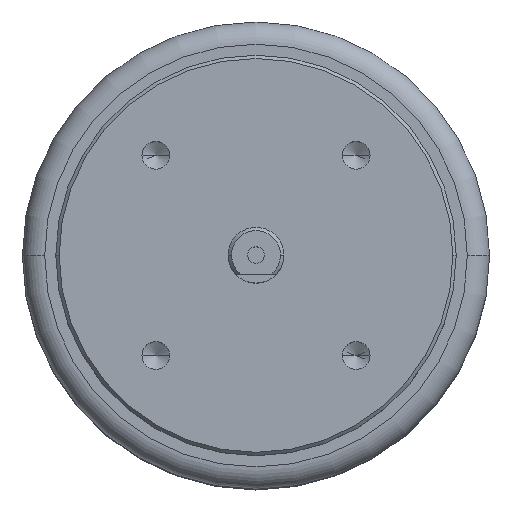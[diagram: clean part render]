
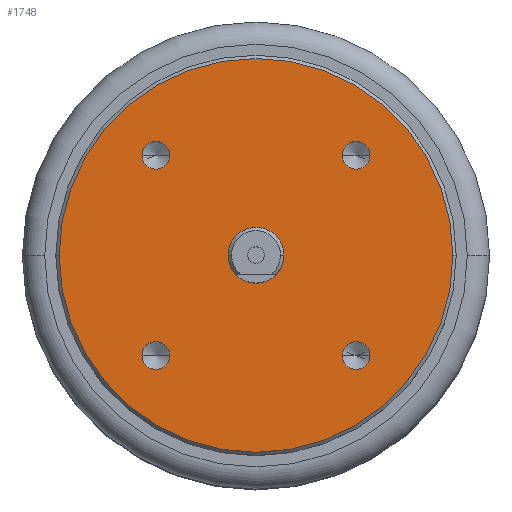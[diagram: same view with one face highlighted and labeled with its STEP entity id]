
A CAD part, top view. The second image highlights one B-rep face of the part: STEP entity #1748.
In plain terms, the highlighted planar face has unit normal (0, 0, 1).
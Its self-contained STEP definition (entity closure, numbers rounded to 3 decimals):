
#7 = DIRECTION ( 'NONE',  ( 1., 0., 0. ) ) ;
#15 = CARTESIAN_POINT ( 'NONE',  ( -9., -9., 0. ) ) ;
#18 = DIRECTION ( 'NONE',  ( 1., 0., 0. ) ) ;
#48 = DIRECTION ( 'NONE',  ( 0., 0., 1. ) ) ;
#69 = EDGE_CURVE ( 'NONE', #856, #583, #734, .T. ) ;
#99 = DIRECTION ( 'NONE',  ( 0., 0., 1. ) ) ;
#134 = EDGE_CURVE ( 'NONE', #957, #1062, #768, .T. ) ;
#140 = CARTESIAN_POINT ( 'NONE',  ( -9., -9., 0. ) ) ;
#152 = CARTESIAN_POINT ( 'NONE',  ( -10.25, 9., 0. ) ) ;
#161 = ORIENTED_EDGE ( 'NONE', *, *, #1551, .T. ) ;
#187 = CARTESIAN_POINT ( 'NONE',  ( 9., 9., 0. ) ) ;
#194 = DIRECTION ( 'NONE',  ( 0., 0., 1. ) ) ;
#198 = EDGE_CURVE ( 'NONE', #1173, #1262, #1399, .T. ) ;
#208 = DIRECTION ( 'NONE',  ( -1., 0., 0. ) ) ;
#255 = VERTEX_POINT ( 'NONE', #1273 ) ;
#257 = VERTEX_POINT ( 'NONE', #1254 ) ;
#262 = CIRCLE ( 'NONE', #1685, 1.25 ) ;
#266 = FACE_BOUND ( 'NONE', #1550, .T. ) ;
#303 = DIRECTION ( 'NONE',  ( 0., 0., 1. ) ) ;
#307 = CARTESIAN_POINT ( 'NONE',  ( -7.75, -9., 0. ) ) ;
#320 = CIRCLE ( 'NONE', #985, 1.25 ) ;
#321 = AXIS2_PLACEMENT_3D ( 'NONE', #411, #1004, #875 ) ;
#334 = CARTESIAN_POINT ( 'NONE',  ( 0., 0., 0. ) ) ;
#339 = DIRECTION ( 'NONE',  ( 0., 0., 1. ) ) ;
#341 = CARTESIAN_POINT ( 'NONE',  ( 0., 0., 0. ) ) ;
#411 = CARTESIAN_POINT ( 'NONE',  ( 0., 0., 0. ) ) ;
#423 = ORIENTED_EDGE ( 'NONE', *, *, #1331, .F. ) ;
#431 = CARTESIAN_POINT ( 'NONE',  ( -2.5, 0., 0. ) ) ;
#440 = FACE_BOUND ( 'NONE', #1498, .T. ) ;
#456 = ORIENTED_EDGE ( 'NONE', *, *, #1511, .F. ) ;
#461 = CARTESIAN_POINT ( 'NONE',  ( -9., 9., 0. ) ) ;
#462 = DIRECTION ( 'NONE',  ( -1., 0., 0. ) ) ;
#481 = CIRCLE ( 'NONE', #1434, 2.5 ) ;
#505 = DIRECTION ( 'NONE',  ( 0., 0., 1. ) ) ;
#508 = AXIS2_PLACEMENT_3D ( 'NONE', #1179, #1025, #1772 ) ;
#511 = DIRECTION ( 'NONE',  ( 0., 0., 1. ) ) ;
#519 = ORIENTED_EDGE ( 'NONE', *, *, #626, .F. ) ;
#535 = CARTESIAN_POINT ( 'NONE',  ( 7.75, 9., 0. ) ) ;
#583 = VERTEX_POINT ( 'NONE', #307 ) ;
#593 = EDGE_CURVE ( 'NONE', #1262, #1173, #891, .T. ) ;
#626 = EDGE_CURVE ( 'NONE', #1448, #1385, #1880, .T. ) ;
#665 = DIRECTION ( 'NONE',  ( 0., 0., 1. ) ) ;
#670 = CIRCLE ( 'NONE', #508, 1.25 ) ;
#712 = FACE_BOUND ( 'NONE', #1691, .T. ) ;
#714 = ORIENTED_EDGE ( 'NONE', *, *, #1289, .F. ) ;
#719 = ORIENTED_EDGE ( 'NONE', *, *, #1600, .F. ) ;
#734 = CIRCLE ( 'NONE', #1711, 1.25 ) ;
#735 = DIRECTION ( 'NONE',  ( 0., 0., 1. ) ) ;
#768 = CIRCLE ( 'NONE', #1899, 17.7 ) ;
#802 = EDGE_CURVE ( 'NONE', #255, #257, #871, .T. ) ;
#846 = AXIS2_PLACEMENT_3D ( 'NONE', #461, #48, #7 ) ;
#850 = CARTESIAN_POINT ( 'NONE',  ( -9., 9., 0. ) ) ;
#856 = VERTEX_POINT ( 'NONE', #1917 ) ;
#871 = CIRCLE ( 'NONE', #1111, 1.25 ) ;
#874 = EDGE_LOOP ( 'NONE', ( #456, #1053 ) ) ;
#875 = DIRECTION ( 'NONE',  ( -1., 0., 0. ) ) ;
#891 = CIRCLE ( 'NONE', #1166, 1.25 ) ;
#925 = AXIS2_PLACEMENT_3D ( 'NONE', #334, #511, #1544 ) ;
#957 = VERTEX_POINT ( 'NONE', #1743 ) ;
#985 = AXIS2_PLACEMENT_3D ( 'NONE', #850, #99, #1144 ) ;
#989 = ORIENTED_EDGE ( 'NONE', *, *, #593, .F. ) ;
#1004 = DIRECTION ( 'NONE',  ( 0., 0., -1. ) ) ;
#1025 = DIRECTION ( 'NONE',  ( 0., 0., 1. ) ) ;
#1033 = DIRECTION ( 'NONE',  ( 1., 0., 0. ) ) ;
#1053 = ORIENTED_EDGE ( 'NONE', *, *, #69, .F. ) ;
#1059 = CARTESIAN_POINT ( 'NONE',  ( -17.7, 0., 0. ) ) ;
#1062 = VERTEX_POINT ( 'NONE', #1059 ) ;
#1079 = CARTESIAN_POINT ( 'NONE',  ( 0., 0., 0. ) ) ;
#1111 = AXIS2_PLACEMENT_3D ( 'NONE', #1433, #505, #1123 ) ;
#1121 = EDGE_LOOP ( 'NONE', ( #161, #1395 ) ) ;
#1123 = DIRECTION ( 'NONE',  ( 1., 0., 0. ) ) ;
#1144 = DIRECTION ( 'NONE',  ( 1., 0., 0. ) ) ;
#1157 = ORIENTED_EDGE ( 'NONE', *, *, #198, .F. ) ;
#1158 = FACE_OUTER_BOUND ( 'NONE', #1121, .T. ) ;
#1166 = AXIS2_PLACEMENT_3D ( 'NONE', #1520, #1392, #18 ) ;
#1173 = VERTEX_POINT ( 'NONE', #1735 ) ;
#1175 = AXIS2_PLACEMENT_3D ( 'NONE', #341, #1554, #208 ) ;
#1179 = CARTESIAN_POINT ( 'NONE',  ( 9., -9., 0. ) ) ;
#1206 = PLANE ( 'NONE',  #321 ) ;
#1211 = DIRECTION ( 'NONE',  ( 1., 0., 0. ) ) ;
#1247 = DIRECTION ( 'NONE',  ( 1., 0., 0. ) ) ;
#1254 = CARTESIAN_POINT ( 'NONE',  ( 10.25, -9., 0. ) ) ;
#1262 = VERTEX_POINT ( 'NONE', #535 ) ;
#1273 = CARTESIAN_POINT ( 'NONE',  ( 7.75, -9., 0. ) ) ;
#1289 = EDGE_CURVE ( 'NONE', #257, #255, #670, .T. ) ;
#1331 = EDGE_CURVE ( 'NONE', #1385, #1448, #320, .T. ) ;
#1385 = VERTEX_POINT ( 'NONE', #1945 ) ;
#1392 = DIRECTION ( 'NONE',  ( 0., 0., 1. ) ) ;
#1395 = ORIENTED_EDGE ( 'NONE', *, *, #134, .T. ) ;
#1399 = CIRCLE ( 'NONE', #1553, 1.25 ) ;
#1433 = CARTESIAN_POINT ( 'NONE',  ( 9., -9., 0. ) ) ;
#1434 = AXIS2_PLACEMENT_3D ( 'NONE', #1571, #665, #1879 ) ;
#1448 = VERTEX_POINT ( 'NONE', #152 ) ;
#1462 = FACE_BOUND ( 'NONE', #874, .T. ) ;
#1498 = EDGE_LOOP ( 'NONE', ( #423, #519 ) ) ;
#1511 = EDGE_CURVE ( 'NONE', #583, #856, #262, .T. ) ;
#1520 = CARTESIAN_POINT ( 'NONE',  ( 9., 9., 0. ) ) ;
#1544 = DIRECTION ( 'NONE',  ( -1., 0., 0. ) ) ;
#1550 = EDGE_LOOP ( 'NONE', ( #714, #1642 ) ) ;
#1551 = EDGE_CURVE ( 'NONE', #1062, #957, #1588, .T. ) ;
#1553 = AXIS2_PLACEMENT_3D ( 'NONE', #187, #194, #1247 ) ;
#1554 = DIRECTION ( 'NONE',  ( 0., 0., 1. ) ) ;
#1570 = ORIENTED_EDGE ( 'NONE', *, *, #1671, .F. ) ;
#1571 = CARTESIAN_POINT ( 'NONE',  ( 0., 0., 0. ) ) ;
#1588 = CIRCLE ( 'NONE', #925, 17.7 ) ;
#1597 = EDGE_LOOP ( 'NONE', ( #1570, #719 ) ) ;
#1600 = EDGE_CURVE ( 'NONE', #1766, #1790, #481, .T. ) ;
#1642 = ORIENTED_EDGE ( 'NONE', *, *, #802, .F. ) ;
#1650 = CARTESIAN_POINT ( 'NONE',  ( 2.5, 0., 0. ) ) ;
#1671 = EDGE_CURVE ( 'NONE', #1790, #1766, #1744, .T. ) ;
#1685 = AXIS2_PLACEMENT_3D ( 'NONE', #15, #303, #1211 ) ;
#1691 = EDGE_LOOP ( 'NONE', ( #1157, #989 ) ) ;
#1711 = AXIS2_PLACEMENT_3D ( 'NONE', #140, #735, #1033 ) ;
#1735 = CARTESIAN_POINT ( 'NONE',  ( 10.25, 9., 0. ) ) ;
#1743 = CARTESIAN_POINT ( 'NONE',  ( 17.7, 0., 0. ) ) ;
#1744 = CIRCLE ( 'NONE', #1175, 2.5 ) ;
#1748 = ADVANCED_FACE ( 'NONE', ( #440, #712, #266, #1462, #1942, #1158 ), #1206, .F. ) ;
#1766 = VERTEX_POINT ( 'NONE', #1650 ) ;
#1772 = DIRECTION ( 'NONE',  ( 1., 0., 0. ) ) ;
#1790 = VERTEX_POINT ( 'NONE', #431 ) ;
#1879 = DIRECTION ( 'NONE',  ( -1., 0., 0. ) ) ;
#1880 = CIRCLE ( 'NONE', #846, 1.25 ) ;
#1899 = AXIS2_PLACEMENT_3D ( 'NONE', #1079, #339, #462 ) ;
#1917 = CARTESIAN_POINT ( 'NONE',  ( -10.25, -9., 0. ) ) ;
#1942 = FACE_BOUND ( 'NONE', #1597, .T. ) ;
#1945 = CARTESIAN_POINT ( 'NONE',  ( -7.75, 9., 0. ) ) ;
